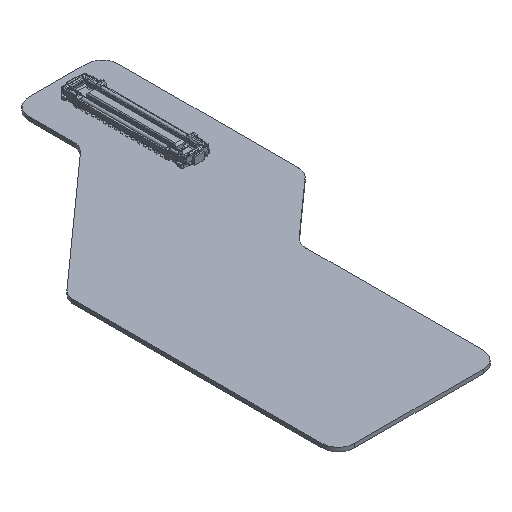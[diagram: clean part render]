
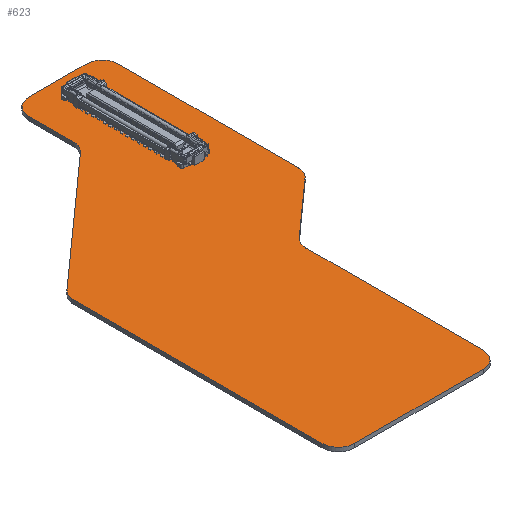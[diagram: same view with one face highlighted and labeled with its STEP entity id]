
A CAD part, isometric view. The second image highlights one B-rep face of the part: STEP entity #623.
In plain terms, the highlighted planar face has unit normal (0, 0, 1).
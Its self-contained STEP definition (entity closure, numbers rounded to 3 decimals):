
#60 = VERTEX_POINT('',#61);
#61 = CARTESIAN_POINT('',(149.408,104.231,0.239));
#67 = EDGE_CURVE('',#60,#68,#70,.T.);
#68 = VERTEX_POINT('',#69);
#69 = CARTESIAN_POINT('',(149.419,104.347,0.239));
#70 = CIRCLE('',#71,1.475);
#71 = AXIS2_PLACEMENT_3D('',#72,#73,#74);
#72 = CARTESIAN_POINT('',(150.881,104.15,0.239));
#73 = DIRECTION('',(0.,0.,-1.));
#74 = DIRECTION('',(-0.998,0.055,0.));
#100 = EDGE_CURVE('',#68,#101,#103,.T.);
#101 = VERTEX_POINT('',#102);
#102 = CARTESIAN_POINT('',(149.741,104.936,0.239));
#103 = CIRCLE('',#104,1.001);
#104 = AXIS2_PLACEMENT_3D('',#105,#106,#107);
#105 = CARTESIAN_POINT('',(150.408,104.189,0.239));
#106 = DIRECTION('',(0.,0.,-1.));
#107 = DIRECTION('',(-0.987,0.158,0.));
#133 = EDGE_CURVE('',#101,#134,#136,.T.);
#134 = VERTEX_POINT('',#135);
#135 = CARTESIAN_POINT('',(157.423,111.794,0.239));
#136 = LINE('',#137,#138);
#137 = CARTESIAN_POINT('',(149.741,104.936,0.239));
#138 = VECTOR('',#139,1.);
#139 = DIRECTION('',(0.746,0.666,0.));
#164 = EDGE_CURVE('',#134,#165,#167,.T.);
#165 = VERTEX_POINT('',#166);
#166 = CARTESIAN_POINT('',(157.757,112.54,0.239));
#167 = CIRCLE('',#168,0.996);
#168 = AXIS2_PLACEMENT_3D('',#169,#170,#171);
#169 = CARTESIAN_POINT('',(156.761,112.538,0.239));
#170 = DIRECTION('',(0.,0.,1.));
#171 = DIRECTION('',(0.665,-0.747,0.));
#197 = EDGE_CURVE('',#165,#198,#200,.T.);
#198 = VERTEX_POINT('',#199);
#199 = CARTESIAN_POINT('',(157.757,115.288,0.239));
#200 = LINE('',#201,#202);
#201 = CARTESIAN_POINT('',(157.757,112.54,0.239));
#202 = VECTOR('',#203,1.);
#203 = DIRECTION('',(0.,1.,0.));
#228 = EDGE_CURVE('',#198,#229,#231,.T.);
#229 = VERTEX_POINT('',#230);
#230 = CARTESIAN_POINT('',(158.757,116.288,0.239));
#231 = CIRCLE('',#232,1.);
#232 = AXIS2_PLACEMENT_3D('',#233,#234,#235);
#233 = CARTESIAN_POINT('',(158.757,115.288,0.239));
#234 = DIRECTION('',(0.,0.,-1.));
#235 = DIRECTION('',(-1.,0.,0.));
#261 = EDGE_CURVE('',#229,#262,#264,.T.);
#262 = VERTEX_POINT('',#263);
#263 = CARTESIAN_POINT('',(162.257,116.288,0.239));
#264 = LINE('',#265,#266);
#265 = CARTESIAN_POINT('',(158.757,116.288,0.239));
#266 = VECTOR('',#267,1.);
#267 = DIRECTION('',(1.,0.,0.));
#292 = EDGE_CURVE('',#262,#293,#295,.T.);
#293 = VERTEX_POINT('',#294);
#294 = CARTESIAN_POINT('',(163.257,115.288,0.239));
#295 = CIRCLE('',#296,1.);
#296 = AXIS2_PLACEMENT_3D('',#297,#298,#299);
#297 = CARTESIAN_POINT('',(162.257,115.288,0.239));
#298 = DIRECTION('',(0.,0.,-1.));
#299 = DIRECTION('',(0.,1.,0.));
#325 = EDGE_CURVE('',#293,#326,#328,.T.);
#326 = VERTEX_POINT('',#327);
#327 = CARTESIAN_POINT('',(163.257,104.327,0.239));
#328 = LINE('',#329,#330);
#329 = CARTESIAN_POINT('',(163.257,115.288,0.239));
#330 = VECTOR('',#331,1.);
#331 = DIRECTION('',(0.,-1.,0.));
#356 = EDGE_CURVE('',#326,#357,#359,.T.);
#357 = VERTEX_POINT('',#358);
#358 = CARTESIAN_POINT('',(162.923,103.581,0.239));
#359 = CIRCLE('',#360,0.996);
#360 = AXIS2_PLACEMENT_3D('',#361,#362,#363);
#361 = CARTESIAN_POINT('',(162.261,104.325,0.239));
#362 = DIRECTION('',(0.,0.,-1.));
#363 = DIRECTION('',(1.,0.002,0.));
#389 = EDGE_CURVE('',#357,#390,#392,.T.);
#390 = VERTEX_POINT('',#391);
#391 = CARTESIAN_POINT('',(159.591,100.606,0.239));
#392 = LINE('',#393,#394);
#393 = CARTESIAN_POINT('',(162.923,103.581,0.239));
#394 = VECTOR('',#395,1.);
#395 = DIRECTION('',(-0.746,-0.666,0.));
#420 = EDGE_CURVE('',#390,#421,#423,.T.);
#421 = VERTEX_POINT('',#422);
#422 = CARTESIAN_POINT('',(159.257,99.86,0.239));
#423 = CIRCLE('',#424,0.996);
#424 = AXIS2_PLACEMENT_3D('',#425,#426,#427);
#425 = CARTESIAN_POINT('',(160.253,99.862,0.239));
#426 = DIRECTION('',(0.,0.,1.));
#427 = DIRECTION('',(-0.665,0.747,0.));
#453 = EDGE_CURVE('',#421,#454,#456,.T.);
#454 = VERTEX_POINT('',#455);
#455 = CARTESIAN_POINT('',(159.257,89.032,0.239));
#456 = LINE('',#457,#458);
#457 = CARTESIAN_POINT('',(159.257,99.86,0.239));
#458 = VECTOR('',#459,1.);
#459 = DIRECTION('',(0.,-1.,0.));
#484 = EDGE_CURVE('',#454,#485,#487,.T.);
#485 = VERTEX_POINT('',#486);
#486 = CARTESIAN_POINT('',(158.257,88.032,0.239));
#487 = CIRCLE('',#488,1.);
#488 = AXIS2_PLACEMENT_3D('',#489,#490,#491);
#489 = CARTESIAN_POINT('',(158.257,89.032,0.239));
#490 = DIRECTION('',(0.,0.,-1.));
#491 = DIRECTION('',(1.,0.,0.));
#517 = EDGE_CURVE('',#485,#518,#520,.T.);
#518 = VERTEX_POINT('',#519);
#519 = CARTESIAN_POINT('',(150.407,88.032,0.239));
#520 = LINE('',#521,#522);
#521 = CARTESIAN_POINT('',(158.257,88.032,0.239));
#522 = VECTOR('',#523,1.);
#523 = DIRECTION('',(-1.,0.,0.));
#548 = EDGE_CURVE('',#518,#549,#551,.T.);
#549 = VERTEX_POINT('',#550);
#550 = CARTESIAN_POINT('',(149.407,89.032,0.239));
#551 = CIRCLE('',#552,1.);
#552 = AXIS2_PLACEMENT_3D('',#553,#554,#555);
#553 = CARTESIAN_POINT('',(150.407,89.032,0.239));
#554 = DIRECTION('',(0.,0.,-1.));
#555 = DIRECTION('',(0.,-1.,-0.));
#581 = EDGE_CURVE('',#549,#60,#582,.T.);
#582 = LINE('',#583,#584);
#583 = CARTESIAN_POINT('',(149.407,89.032,0.239));
#584 = VECTOR('',#585,1.);
#585 = DIRECTION('',(0.,1.,0.));
#623 = ADVANCED_FACE('',(#624),#643,.F.);
#624 = FACE_BOUND('',#625,.F.);
#625 = EDGE_LOOP('',(#626,#627,#628,#629,#630,#631,#632,#633,#634,#635,
    #636,#637,#638,#639,#640,#641,#642));
#626 = ORIENTED_EDGE('',*,*,#67,.T.);
#627 = ORIENTED_EDGE('',*,*,#100,.T.);
#628 = ORIENTED_EDGE('',*,*,#133,.T.);
#629 = ORIENTED_EDGE('',*,*,#164,.T.);
#630 = ORIENTED_EDGE('',*,*,#197,.T.);
#631 = ORIENTED_EDGE('',*,*,#228,.T.);
#632 = ORIENTED_EDGE('',*,*,#261,.T.);
#633 = ORIENTED_EDGE('',*,*,#292,.T.);
#634 = ORIENTED_EDGE('',*,*,#325,.T.);
#635 = ORIENTED_EDGE('',*,*,#356,.T.);
#636 = ORIENTED_EDGE('',*,*,#389,.T.);
#637 = ORIENTED_EDGE('',*,*,#420,.T.);
#638 = ORIENTED_EDGE('',*,*,#453,.T.);
#639 = ORIENTED_EDGE('',*,*,#484,.T.);
#640 = ORIENTED_EDGE('',*,*,#517,.T.);
#641 = ORIENTED_EDGE('',*,*,#548,.T.);
#642 = ORIENTED_EDGE('',*,*,#581,.T.);
#643 = PLANE('',#644);
#644 = AXIS2_PLACEMENT_3D('',#645,#646,#647);
#645 = CARTESIAN_POINT('',(156.458,101.642,0.239));
#646 = DIRECTION('',(-0.,-0.,-1.));
#647 = DIRECTION('',(-1.,0.,0.));
